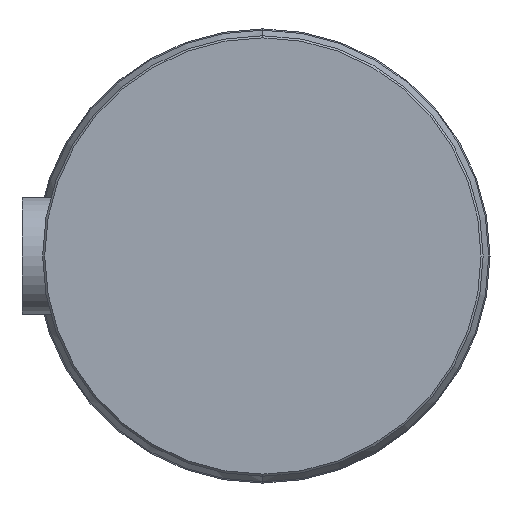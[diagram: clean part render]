
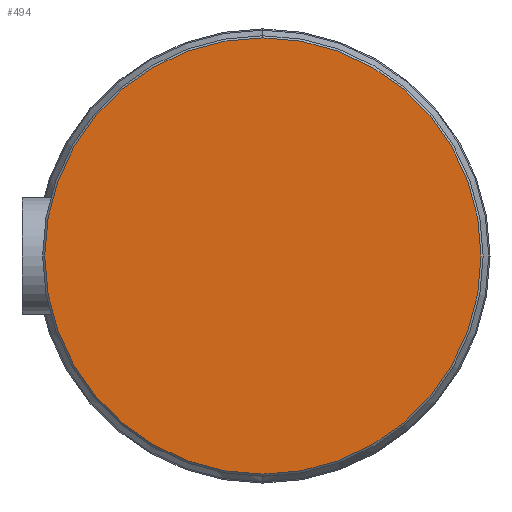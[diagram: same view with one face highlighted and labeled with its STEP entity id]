
A CAD part, left-side view. The second image highlights one B-rep face of the part: STEP entity #494.
In plain terms, the highlighted planar face has unit normal (-1, 0, 0).
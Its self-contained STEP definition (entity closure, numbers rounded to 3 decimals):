
#37 = DIRECTION ( 'NONE',  ( 0., 0., 1. ) ) ;
#283 = EDGE_LOOP ( 'NONE', ( #678, #1544 ) ) ;
#293 = DIRECTION ( 'NONE',  ( 0., 0., -1. ) ) ;
#337 = CIRCLE ( 'NONE', #784, 31.7 ) ;
#464 = EDGE_CURVE ( 'NONE', #526, #1494, #1508, .T. ) ;
#494 = ADVANCED_FACE ( 'NONE', ( #892 ), #1056, .F. ) ;
#526 = VERTEX_POINT ( 'NONE', #1691 ) ;
#547 = AXIS2_PLACEMENT_3D ( 'NONE', #904, #896, #592 ) ;
#592 = DIRECTION ( 'NONE',  ( 0., 0., 1. ) ) ;
#609 = DIRECTION ( 'NONE',  ( 1., 0., 0. ) ) ;
#648 = DIRECTION ( 'NONE',  ( -1., 0., 0. ) ) ;
#669 = EDGE_CURVE ( 'NONE', #1494, #526, #337, .T. ) ;
#678 = ORIENTED_EDGE ( 'NONE', *, *, #464, .T. ) ;
#757 = CARTESIAN_POINT ( 'NONE',  ( 0., 0., 0. ) ) ;
#784 = AXIS2_PLACEMENT_3D ( 'NONE', #1593, #648, #37 ) ;
#892 = FACE_OUTER_BOUND ( 'NONE', #283, .T. ) ;
#896 = DIRECTION ( 'NONE',  ( -1., 0., 0. ) ) ;
#904 = CARTESIAN_POINT ( 'NONE',  ( 0., 0., 0. ) ) ;
#961 = CARTESIAN_POINT ( 'NONE',  ( 0., 0., 31.7 ) ) ;
#1056 = PLANE ( 'NONE',  #1928 ) ;
#1494 = VERTEX_POINT ( 'NONE', #961 ) ;
#1508 = CIRCLE ( 'NONE', #547, 31.7 ) ;
#1544 = ORIENTED_EDGE ( 'NONE', *, *, #669, .T. ) ;
#1593 = CARTESIAN_POINT ( 'NONE',  ( 0., 0., 0. ) ) ;
#1691 = CARTESIAN_POINT ( 'NONE',  ( 0., 0., -31.7 ) ) ;
#1928 = AXIS2_PLACEMENT_3D ( 'NONE', #757, #609, #293 ) ;
